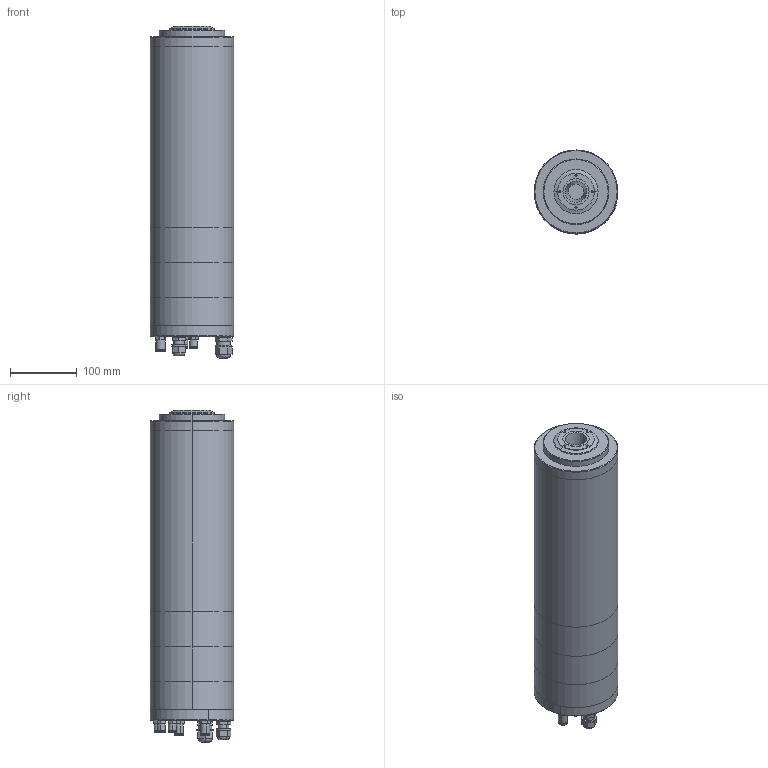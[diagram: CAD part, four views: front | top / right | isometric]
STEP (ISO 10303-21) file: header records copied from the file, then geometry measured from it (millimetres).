
FILE_DESCRIPTION (( 'STEP AP214' ), '1' );
FILE_NAME ('GDL125-30-18Z-7.5-380V.STEP', '2021-05-21T05:07:29', ( '萇齟' ), ( '' ), 'SwSTEP 2.0', 'SolidWorks 2018', '' );
FILE_SCHEMA (( 'AUTOMOTIVE_DESIGN' ));
Length unit declared in the file: millimetre
Products named in the file (12): gdl125-30-18z-7.5-4P气缸1; gdl125-30-18z-7.5-4P气缸4; gdl125-30-18z-7.5-4P前螺母; gdl125-30-18z-7.5-4P气缸2; gdl125-30-18z-7.5-4P儂褲; GDL125-30-18Z-7.5-380V; 籵蚚M10阨郲; 萇埭羲壽M16; 陓瘍羲壽M12; gdl125-30-18z-7.5-4P气缸3; 籵蚚M10ァ郲; GDL125綴裔
Assembly tree (14 placements, depth 3):
  GDL125-30-18Z-7.5-380V
    gdl125-30-18z-7.5-4P儂褲
    gdl125-30-18z-7.5-4P前螺母
    gdl125-30-18z-7.5-4P气缸1
    gdl125-30-18z-7.5-4P气缸2
    gdl125-30-18z-7.5-4P气缸3
    GDL125綴裔
      gdl125-30-18z-7.5-4P气缸4
      萇埭羲壽M16
      籵蚚M10ァ郲  x3
      籵蚚M10阨郲  x2
      陓瘍羲壽M12
Bounding box: 125 x 125 x 495.97 mm (x, y, z)
Volume: 5584377.9 mm3; surface area: 351378.6 mm2
Topology: 13 solids, 13 shells, 316 faces, 692 edges, 431 vertices
Faces by surface type: plane 146, cylinder 136, cone 30, torus 4
Entity records: 7598 total; most frequent: DIRECTION 1330, CARTESIAN_POINT 1137, ORIENTED_EDGE 1068, EDGE_CURVE 534, AXIS2_PLACEMENT_3D 528, VERTEX_POINT 335, EDGE_LOOP 305, LINE 274
